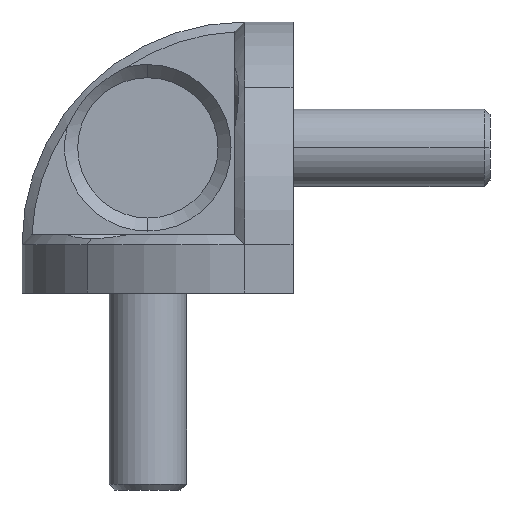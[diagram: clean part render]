
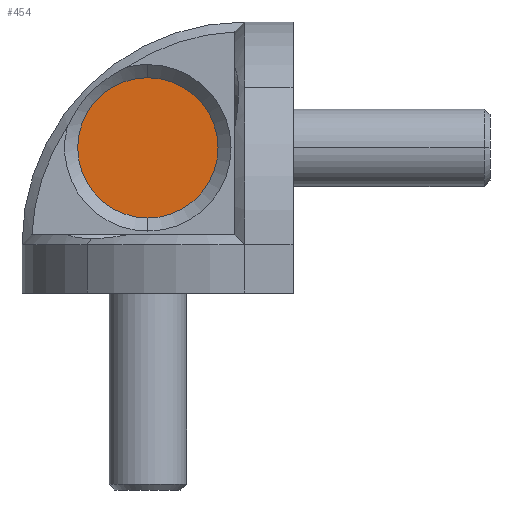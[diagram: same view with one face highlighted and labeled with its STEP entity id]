
A CAD part, front view. The second image highlights one B-rep face of the part: STEP entity #454.
In plain terms, the highlighted planar face has unit normal (0, -1, 0).
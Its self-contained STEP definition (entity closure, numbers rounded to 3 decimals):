
#63 = DIRECTION ( 'NONE',  ( 0., 1., 0. ) ) ;
#123 = PLANE ( 'NONE',  #798 ) ;
#168 = ORIENTED_EDGE ( 'NONE', *, *, #634, .F. ) ;
#207 = CARTESIAN_POINT ( 'NONE',  ( -15., 10.35, 7.25 ) ) ;
#219 = DIRECTION ( 'NONE',  ( 0., 0., 1. ) ) ;
#308 = FACE_OUTER_BOUND ( 'NONE', #746, .T. ) ;
#366 = VERTEX_POINT ( 'NONE', #207 ) ;
#454 = ADVANCED_FACE ( 'NONE', ( #308 ), #123, .T. ) ;
#505 = CIRCLE ( 'NONE', #568, 7.25 ) ;
#518 = CIRCLE ( 'NONE', #669, 7.25 ) ;
#568 = AXIS2_PLACEMENT_3D ( 'NONE', #936, #63, #708 ) ;
#576 = DIRECTION ( 'NONE',  ( 0., 1., 0. ) ) ;
#634 = EDGE_CURVE ( 'NONE', #366, #1506, #518, .T. ) ;
#669 = AXIS2_PLACEMENT_3D ( 'NONE', #986, #576, #219 ) ;
#708 = DIRECTION ( 'NONE',  ( 0., 0., 1. ) ) ;
#746 = EDGE_LOOP ( 'NONE', ( #168, #1400 ) ) ;
#791 = CARTESIAN_POINT ( 'NONE',  ( -11.375, 10.35, 0. ) ) ;
#798 = AXIS2_PLACEMENT_3D ( 'NONE', #791, #1696, #1302 ) ;
#936 = CARTESIAN_POINT ( 'NONE',  ( -15., 10.35, 0. ) ) ;
#986 = CARTESIAN_POINT ( 'NONE',  ( -15., 10.35, 0. ) ) ;
#1302 = DIRECTION ( 'NONE',  ( 0., 0., -1. ) ) ;
#1400 = ORIENTED_EDGE ( 'NONE', *, *, #1555, .F. ) ;
#1506 = VERTEX_POINT ( 'NONE', #1564 ) ;
#1555 = EDGE_CURVE ( 'NONE', #1506, #366, #505, .T. ) ;
#1564 = CARTESIAN_POINT ( 'NONE',  ( -15., 10.35, -7.25 ) ) ;
#1696 = DIRECTION ( 'NONE',  ( 0., -1., 0. ) ) ;
